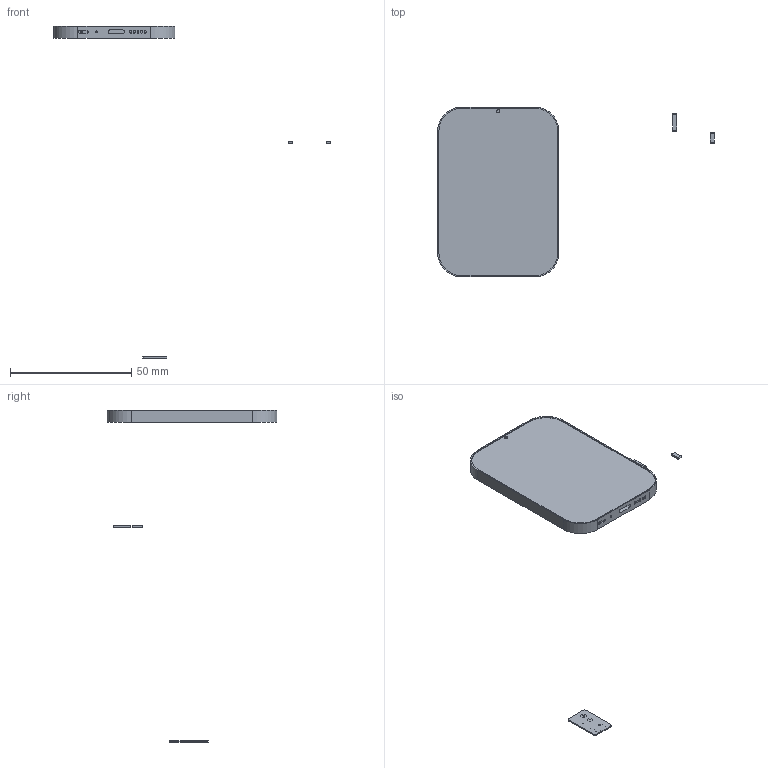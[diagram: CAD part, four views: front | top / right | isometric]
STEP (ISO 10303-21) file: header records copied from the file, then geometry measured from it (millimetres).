
FILE_DESCRIPTION (( 'STEP AP214' ), '1' );
FILE_NAME ('羚縑瘏.STEP', '2025-01-14T12:18:40', ( '' ), ( '' ), 'SwSTEP 2.0', 'SolidWorks 2024', '' );
FILE_SCHEMA (( 'AUTOMOTIVE_DESIGN' ));
Length unit declared in the file: millimetre
Products named in the file (5): 零件2; 零件4; 零件1; 曹俊奕; 零件3
Assembly tree (4 placements, depth 2):
  曹俊奕
    零件1
    零件2
    零件3
    零件4
Bounding box: 114.01 x 70 x 136.77 mm (x, y, z)
Volume: 16111.5 mm3; surface area: 8573.1 mm2
Topology: 4 solids, 4 shells, 159 faces, 360 edges, 240 vertices
Faces by surface type: plane 77, cylinder 60, bspline 22
Entity records: 4694 total; most frequent: CARTESIAN_POINT 1052, DIRECTION 724, ORIENTED_EDGE 720, EDGE_CURVE 360, AXIS2_PLACEMENT_3D 264, VERTEX_POINT 240, LINE 196, VECTOR 196
